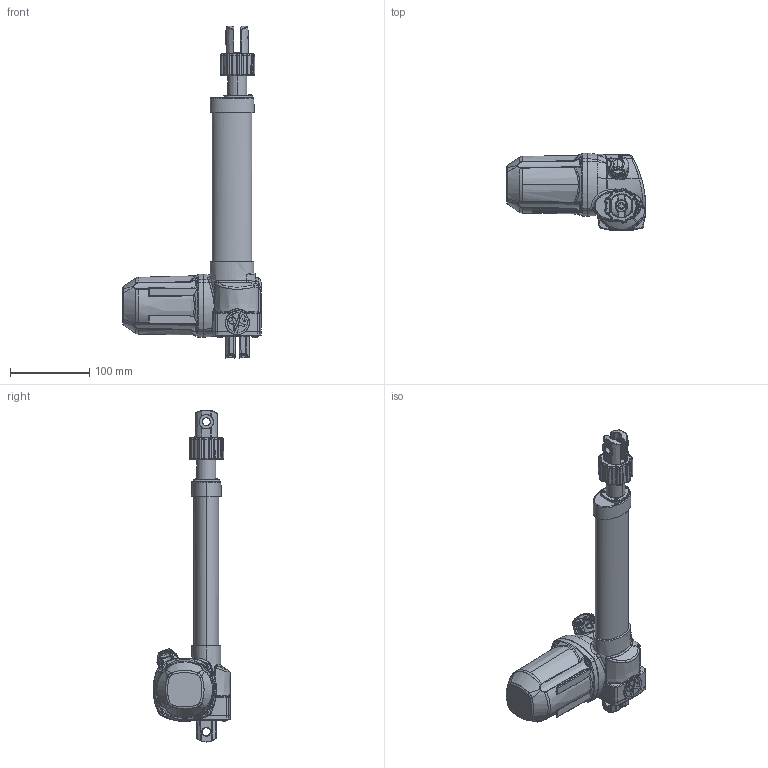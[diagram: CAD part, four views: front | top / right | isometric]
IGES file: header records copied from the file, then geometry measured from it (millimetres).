
Start section: SolidWorks IGES file using analytic representation for surfaces
Global section: file name: Meg 5 LR.IGS; native system: SolidWorks 2012; preprocessor: SolidWorks 2012; author: CKuhn; date: 121214.101400; units: millimetre
Bounding box: 175.5 x 98.39 x 419.8 mm (x, y, z)
Surface area: 114804.3 mm2 (no closed solid volume)
Topology: 0 solids, 0 shells, 2193 faces, 21984 edges, 21949 vertices
Faces by surface type: bspline 1579, revolution 614
